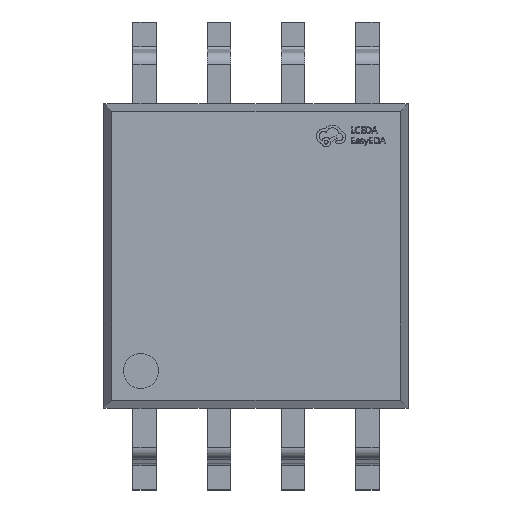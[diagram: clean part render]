
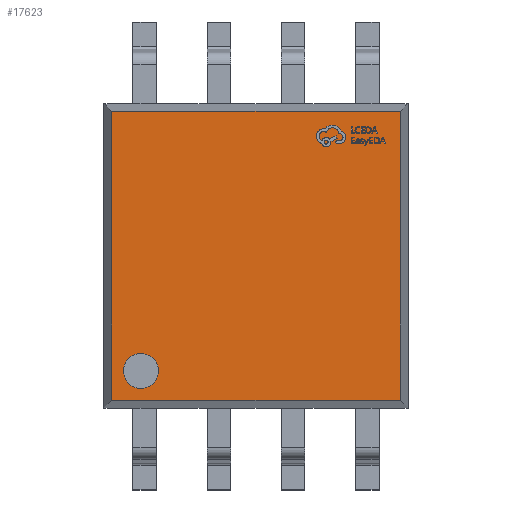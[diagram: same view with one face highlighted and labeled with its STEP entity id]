
A CAD part, top view. The second image highlights one B-rep face of the part: STEP entity #17623.
In plain terms, the highlighted planar face has unit normal (0, 0, 1).
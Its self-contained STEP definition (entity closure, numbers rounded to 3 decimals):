
#335 = FACE_BOUND ( 'NONE', #16396, .T. ) ;
#428 = PLANE ( 'NONE',  #13748 ) ;
#840 = CARTESIAN_POINT ( 'NONE',  ( 0., -2.468, 0.825 ) ) ;
#1867 = DIRECTION ( 'NONE',  ( 1., 0., 0. ) ) ;
#2027 = ORIENTED_EDGE ( 'NONE', *, *, #6993, .F. ) ;
#2132 = CARTESIAN_POINT ( 'NONE',  ( -2.468, 2.468, 0.825 ) ) ;
#2792 = CARTESIAN_POINT ( 'NONE',  ( -2.268, -1.968, 0.825 ) ) ;
#2859 = CARTESIAN_POINT ( 'NONE',  ( 2.468, 0., 0.825 ) ) ;
#3355 = VERTEX_POINT ( 'NONE', #16957 ) ;
#4029 = ORIENTED_EDGE ( 'NONE', *, *, #19145, .F. ) ;
#4074 = ORIENTED_EDGE ( 'NONE', *, *, #15117, .F. ) ;
#4908 = AXIS2_PLACEMENT_3D ( 'NONE', #7396, #17967, #16473 ) ;
#4929 = VECTOR ( 'NONE', #7852, 1000. ) ;
#5045 = DIRECTION ( 'NONE',  ( 0., 0., -1. ) ) ;
#5206 = VERTEX_POINT ( 'NONE', #2132 ) ;
#5708 = VERTEX_POINT ( 'NONE', #12706 ) ;
#5757 = CIRCLE ( 'NONE', #12458, 0.3 ) ;
#5832 = CIRCLE ( 'NONE', #4908, 0.3 ) ;
#5836 = EDGE_CURVE ( 'NONE', #7326, #13905, #9190, .T. ) ;
#5955 = LINE ( 'NONE', #13555, #13942 ) ;
#6454 = FACE_OUTER_BOUND ( 'NONE', #13228, .T. ) ;
#6993 = EDGE_CURVE ( 'NONE', #5206, #5708, #5955, .T. ) ;
#7326 = VERTEX_POINT ( 'NONE', #16107 ) ;
#7396 = CARTESIAN_POINT ( 'NONE',  ( -1.968, -1.968, 0.825 ) ) ;
#7852 = DIRECTION ( 'NONE',  ( 0., 1., 0. ) ) ;
#7946 = CARTESIAN_POINT ( 'NONE',  ( -2.468, 0., 0.825 ) ) ;
#8002 = VECTOR ( 'NONE', #8885, 1000. ) ;
#8139 = CARTESIAN_POINT ( 'NONE',  ( 0., 0., 0.825 ) ) ;
#8885 = DIRECTION ( 'NONE',  ( 0., -1., 0. ) ) ;
#9190 = LINE ( 'NONE', #840, #18103 ) ;
#9255 = CARTESIAN_POINT ( 'NONE',  ( -2.468, -2.468, 0.825 ) ) ;
#10367 = LINE ( 'NONE', #2859, #8002 ) ;
#10979 = CARTESIAN_POINT ( 'NONE',  ( -1.968, -1.968, 0.825 ) ) ;
#12458 = AXIS2_PLACEMENT_3D ( 'NONE', #10979, #15484, #1867 ) ;
#12706 = CARTESIAN_POINT ( 'NONE',  ( 2.468, 2.468, 0.825 ) ) ;
#12729 = LINE ( 'NONE', #7946, #4929 ) ;
#13228 = EDGE_LOOP ( 'NONE', ( #16051, #4074, #2027, #16709 ) ) ;
#13555 = CARTESIAN_POINT ( 'NONE',  ( 0., 2.468, 0.825 ) ) ;
#13748 = AXIS2_PLACEMENT_3D ( 'NONE', #8139, #5045, #15632 ) ;
#13905 = VERTEX_POINT ( 'NONE', #9255 ) ;
#13942 = VECTOR ( 'NONE', #17927, 1000. ) ;
#14174 = EDGE_CURVE ( 'NONE', #13905, #5206, #12729, .T. ) ;
#15117 = EDGE_CURVE ( 'NONE', #5708, #7326, #10367, .T. ) ;
#15484 = DIRECTION ( 'NONE',  ( 0., 0., 1. ) ) ;
#15632 = DIRECTION ( 'NONE',  ( -1., 0., 0. ) ) ;
#15740 = VERTEX_POINT ( 'NONE', #2792 ) ;
#15836 = DIRECTION ( 'NONE',  ( -1., 0., 0. ) ) ;
#15969 = ORIENTED_EDGE ( 'NONE', *, *, #17414, .F. ) ;
#16051 = ORIENTED_EDGE ( 'NONE', *, *, #5836, .F. ) ;
#16107 = CARTESIAN_POINT ( 'NONE',  ( 2.468, -2.468, 0.825 ) ) ;
#16396 = EDGE_LOOP ( 'NONE', ( #4029, #15969 ) ) ;
#16473 = DIRECTION ( 'NONE',  ( 1., 0., 0. ) ) ;
#16709 = ORIENTED_EDGE ( 'NONE', *, *, #14174, .F. ) ;
#16957 = CARTESIAN_POINT ( 'NONE',  ( -1.668, -1.968, 0.825 ) ) ;
#17414 = EDGE_CURVE ( 'NONE', #15740, #3355, #5757, .T. ) ;
#17623 = ADVANCED_FACE ( 'NONE', ( #335, #6454 ), #428, .F. ) ;
#17927 = DIRECTION ( 'NONE',  ( 1., 0., 0. ) ) ;
#17967 = DIRECTION ( 'NONE',  ( 0., 0., 1. ) ) ;
#18103 = VECTOR ( 'NONE', #15836, 1000. ) ;
#19145 = EDGE_CURVE ( 'NONE', #3355, #15740, #5832, .T. ) ;
